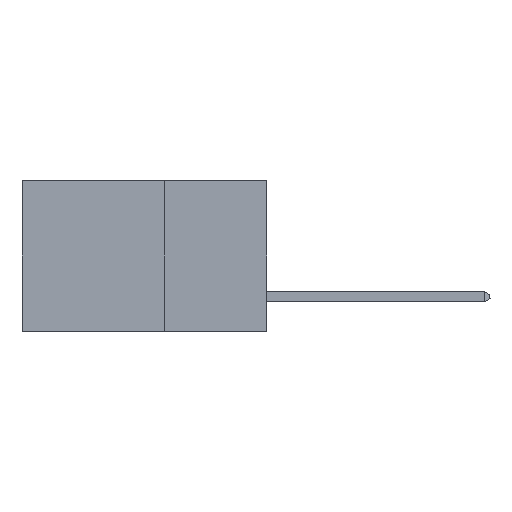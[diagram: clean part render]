
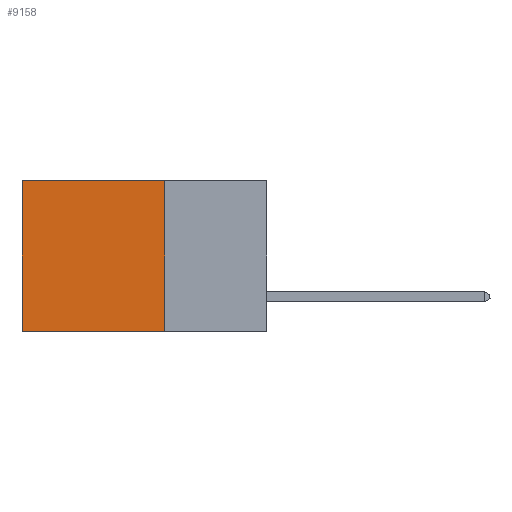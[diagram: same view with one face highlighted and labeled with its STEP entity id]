
A CAD part, left-side view. The second image highlights one B-rep face of the part: STEP entity #9158.
In plain terms, the highlighted planar face has unit normal (-1, 0, 0).
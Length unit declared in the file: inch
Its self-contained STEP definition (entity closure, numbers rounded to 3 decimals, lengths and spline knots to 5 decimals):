
#765 = AXIS2_PLACEMENT_3D ( 'NONE', #3061, #9555, #1403 ) ;
#842 = CARTESIAN_POINT ( 'NONE',  ( 0.2875, 0.25, 0. ) ) ;
#1333 = CARTESIAN_POINT ( 'NONE',  ( 0.2875, 0.25, 0. ) ) ;
#1403 = DIRECTION ( 'NONE',  ( 0., 0., -1. ) ) ;
#1486 = CARTESIAN_POINT ( 'NONE',  ( 0.2875, 0.25, -0.37 ) ) ;
#1613 = LINE ( 'NONE', #1333, #9506 ) ;
#2156 = EDGE_LOOP ( 'NONE', ( #3284, #8737, #17139, #16830 ) ) ;
#3061 = CARTESIAN_POINT ( 'NONE',  ( 0.2875, 0.25, 0. ) ) ;
#3284 = ORIENTED_EDGE ( 'NONE', *, *, #19915, .T. ) ;
#3585 = VECTOR ( 'NONE', #13454, 39.37008 ) ;
#3757 = CARTESIAN_POINT ( 'NONE',  ( 0.2875, 0.6, -0.37 ) ) ;
#3923 = VERTEX_POINT ( 'NONE', #3757 ) ;
#3962 = VERTEX_POINT ( 'NONE', #1486 ) ;
#5057 = LINE ( 'NONE', #18906, #18194 ) ;
#5922 = CARTESIAN_POINT ( 'NONE',  ( 0.2875, 0.25, 0. ) ) ;
#6694 = EDGE_CURVE ( 'NONE', #11453, #19315, #18177, .T. ) ;
#8737 = ORIENTED_EDGE ( 'NONE', *, *, #16822, .F. ) ;
#9158 = ADVANCED_FACE ( 'NONE', ( #18007 ), #18814, .F. ) ;
#9506 = VECTOR ( 'NONE', #20135, 39.37008 ) ;
#9555 = DIRECTION ( 'NONE',  ( 1., 0., 0. ) ) ;
#10235 = VECTOR ( 'NONE', #12261, 39.37008 ) ;
#11453 = VERTEX_POINT ( 'NONE', #5922 ) ;
#12261 = DIRECTION ( 'NONE',  ( 0., 1., 0. ) ) ;
#13454 = DIRECTION ( 'NONE',  ( 0., 0., -1. ) ) ;
#15051 = CARTESIAN_POINT ( 'NONE',  ( 0.2875, 0.6, 0. ) ) ;
#15732 = DIRECTION ( 'NONE',  ( 0., 1., 0. ) ) ;
#16673 = CARTESIAN_POINT ( 'NONE',  ( 0.2875, 0.6, 0. ) ) ;
#16790 = EDGE_CURVE ( 'NONE', #11453, #3962, #1613, .T. ) ;
#16822 = EDGE_CURVE ( 'NONE', #3962, #3923, #5057, .T. ) ;
#16830 = ORIENTED_EDGE ( 'NONE', *, *, #6694, .T. ) ;
#17139 = ORIENTED_EDGE ( 'NONE', *, *, #16790, .F. ) ;
#18007 = FACE_OUTER_BOUND ( 'NONE', #2156, .T. ) ;
#18177 = LINE ( 'NONE', #842, #10235 ) ;
#18194 = VECTOR ( 'NONE', #15732, 39.37008 ) ;
#18814 = PLANE ( 'NONE',  #765 ) ;
#18906 = CARTESIAN_POINT ( 'NONE',  ( 0.2875, 0.25, -0.37 ) ) ;
#19315 = VERTEX_POINT ( 'NONE', #16673 ) ;
#19910 = LINE ( 'NONE', #15051, #3585 ) ;
#19915 = EDGE_CURVE ( 'NONE', #19315, #3923, #19910, .T. ) ;
#20135 = DIRECTION ( 'NONE',  ( 0., 0., -1. ) ) ;
